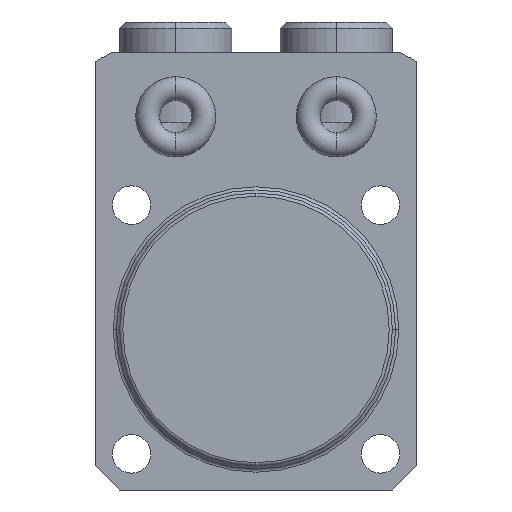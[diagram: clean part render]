
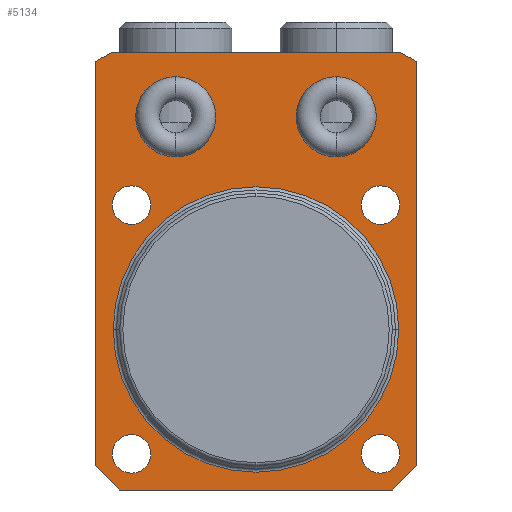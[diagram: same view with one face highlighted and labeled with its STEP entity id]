
A CAD part, front view. The second image highlights one B-rep face of the part: STEP entity #5134.
In plain terms, the highlighted planar face has unit normal (0, -1, 0).
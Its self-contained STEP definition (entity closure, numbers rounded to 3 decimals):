
#1030=CARTESIAN_POINT('',(0.,0.,0.));
#1031=DIRECTION('',(0.,1.,0.));
#1032=DIRECTION('',(1.,0.,0.));
#1033=AXIS2_PLACEMENT_3D('',#1030,#1031,#1032);
#1038=CARTESIAN_POINT('',(0.,0.,0.));
#1039=DIRECTION('',(0.,1.,0.));
#1040=DIRECTION('',(-1.,0.,0.));
#1041=AXIS2_PLACEMENT_3D('',#1038,#1039,#1040);
#1046=DIRECTION('',(0.707,0.,0.707));
#1047=VECTOR('',#1046,4.243);
#1048=CARTESIAN_POINT('',(17.,0.,-20.));
#1049=LINE('',#1048,#1047);
#1053=DIRECTION('',(1.,0.,0.));
#1054=VECTOR('',#1053,34.);
#1055=CARTESIAN_POINT('',(-17.,0.,-20.));
#1056=LINE('',#1055,#1054);
#1060=DIRECTION('',(0.707,0.,-0.707));
#1061=VECTOR('',#1060,4.243);
#1062=CARTESIAN_POINT('',(-20.,0.,-17.));
#1063=LINE('',#1062,#1061);
#1067=DIRECTION('',(0.,0.,-1.));
#1068=VECTOR('',#1067,50.359);
#1069=CARTESIAN_POINT('',(-20.,0.,33.359));
#1070=LINE('',#1069,#1068);
#1074=DIRECTION('',(-1.,0.,0.));
#1075=VECTOR('',#1074,35.921);
#1076=CARTESIAN_POINT('',(17.96,0.,34.5));
#1077=LINE('',#1076,#1075);
#1081=DIRECTION('',(0.,0.,1.));
#1082=VECTOR('',#1081,50.359);
#1083=CARTESIAN_POINT('',(20.,0.,-17.));
#1084=LINE('',#1083,#1082);
#1088=CARTESIAN_POINT('',(15.5,0.,-15.5));
#1089=DIRECTION('',(0.,1.,0.));
#1090=DIRECTION('',(1.,0.,0.));
#1091=AXIS2_PLACEMENT_3D('',#1088,#1089,#1090);
#1096=CARTESIAN_POINT('',(15.5,0.,-15.5));
#1097=DIRECTION('',(0.,1.,0.));
#1098=DIRECTION('',(-1.,0.,0.));
#1099=AXIS2_PLACEMENT_3D('',#1096,#1097,#1098);
#1104=CARTESIAN_POINT('',(-15.5,0.,-15.5));
#1105=DIRECTION('',(0.,1.,0.));
#1106=DIRECTION('',(1.,0.,0.));
#1107=AXIS2_PLACEMENT_3D('',#1104,#1105,#1106);
#1112=CARTESIAN_POINT('',(-15.5,0.,-15.5));
#1113=DIRECTION('',(0.,1.,0.));
#1114=DIRECTION('',(-1.,0.,0.));
#1115=AXIS2_PLACEMENT_3D('',#1112,#1113,#1114);
#1120=CARTESIAN_POINT('',(-15.5,0.,15.5));
#1121=DIRECTION('',(0.,1.,0.));
#1122=DIRECTION('',(1.,0.,0.));
#1123=AXIS2_PLACEMENT_3D('',#1120,#1121,#1122);
#1128=CARTESIAN_POINT('',(-15.5,0.,15.5));
#1129=DIRECTION('',(0.,1.,0.));
#1130=DIRECTION('',(-1.,0.,0.));
#1131=AXIS2_PLACEMENT_3D('',#1128,#1129,#1130);
#1136=CARTESIAN_POINT('',(15.5,0.,15.5));
#1137=DIRECTION('',(0.,1.,0.));
#1138=DIRECTION('',(1.,0.,0.));
#1139=AXIS2_PLACEMENT_3D('',#1136,#1137,#1138);
#1144=CARTESIAN_POINT('',(15.5,0.,15.5));
#1145=DIRECTION('',(0.,1.,0.));
#1146=DIRECTION('',(-1.,0.,0.));
#1147=AXIS2_PLACEMENT_3D('',#1144,#1145,#1146);
#1152=CARTESIAN_POINT('',(10.,0.,26.5));
#1153=DIRECTION('',(0.,-1.,0.));
#1154=DIRECTION('',(-1.,0.,0.));
#1155=AXIS2_PLACEMENT_3D('',#1152,#1153,#1154);
#1160=CARTESIAN_POINT('',(10.,0.,26.5));
#1161=DIRECTION('',(0.,-1.,0.));
#1162=DIRECTION('',(1.,0.,0.));
#1163=AXIS2_PLACEMENT_3D('',#1160,#1161,#1162);
#1168=CARTESIAN_POINT('',(-10.,0.,26.5));
#1169=DIRECTION('',(0.,1.,0.));
#1170=DIRECTION('',(1.,0.,0.));
#1171=AXIS2_PLACEMENT_3D('',#1168,#1169,#1170);
#1176=CARTESIAN_POINT('',(-10.,0.,26.5));
#1177=DIRECTION('',(0.,1.,0.));
#1178=DIRECTION('',(-1.,0.,0.));
#1179=AXIS2_PLACEMENT_3D('',#1176,#1177,#1178);
#1649=CARTESIAN_POINT('',(0.,0.,0.));
#1650=DIRECTION('',(0.,-1.,0.));
#1651=DIRECTION('',(0.514,0.,0.858));
#1652=AXIS2_PLACEMENT_3D('',#1649,#1650,#1651);
#1680=CARTESIAN_POINT('',(0.,0.,0.));
#1681=DIRECTION('',(0.,-1.,0.));
#1682=DIRECTION('',(-0.462,0.,0.887));
#1683=AXIS2_PLACEMENT_3D('',#1680,#1681,#1682);
#4047=CARTESIAN_POINT('',(17.785,0.,0.));
#4048=CARTESIAN_POINT('',(-17.785,0.,0.));
#4049=VERTEX_POINT('',#4047);
#4050=VERTEX_POINT('',#4048);
#4055=CARTESIAN_POINT('',(17.96,0.,34.5));
#4056=CARTESIAN_POINT('',(-17.96,0.,34.5));
#4057=VERTEX_POINT('',#4055);
#4058=VERTEX_POINT('',#4056);
#4070=CARTESIAN_POINT('',(20.,0.,33.359));
#4072=VERTEX_POINT('',#4070);
#4074=CARTESIAN_POINT('',(-20.,0.,33.359));
#4076=VERTEX_POINT('',#4074);
#4077=CARTESIAN_POINT('',(17.,0.,-20.));
#4078=CARTESIAN_POINT('',(20.,0.,-17.));
#4079=VERTEX_POINT('',#4077);
#4080=VERTEX_POINT('',#4078);
#4081=CARTESIAN_POINT('',(-20.,0.,-17.));
#4082=CARTESIAN_POINT('',(-17.,0.,-20.));
#4083=VERTEX_POINT('',#4081);
#4084=VERTEX_POINT('',#4082);
#4085=CARTESIAN_POINT('',(17.9,0.,-15.5));
#4086=CARTESIAN_POINT('',(13.1,0.,-15.5));
#4087=VERTEX_POINT('',#4085);
#4088=VERTEX_POINT('',#4086);
#4089=CARTESIAN_POINT('',(-13.1,0.,-15.5));
#4090=CARTESIAN_POINT('',(-17.9,0.,-15.5));
#4091=VERTEX_POINT('',#4089);
#4092=VERTEX_POINT('',#4090);
#4093=CARTESIAN_POINT('',(-13.1,0.,15.5));
#4094=CARTESIAN_POINT('',(-17.9,0.,15.5));
#4095=VERTEX_POINT('',#4093);
#4096=VERTEX_POINT('',#4094);
#4097=CARTESIAN_POINT('',(17.9,0.,15.5));
#4098=CARTESIAN_POINT('',(13.1,0.,15.5));
#4099=VERTEX_POINT('',#4097);
#4100=VERTEX_POINT('',#4098);
#4237=CARTESIAN_POINT('',(5.,0.,26.5));
#4238=CARTESIAN_POINT('',(15.,0.,26.5));
#4239=VERTEX_POINT('',#4237);
#4240=VERTEX_POINT('',#4238);
#4257=CARTESIAN_POINT('',(-5.,0.,26.5));
#4258=VERTEX_POINT('',#4257);
#4261=CARTESIAN_POINT('',(-15.,0.,26.5));
#4262=VERTEX_POINT('',#4261);
#5072=CARTESIAN_POINT('',(0.,0.,0.));
#5073=DIRECTION('',(0.,-1.,0.));
#5074=DIRECTION('',(-1.,0.,0.));
#5075=AXIS2_PLACEMENT_3D('',#5072,#5073,#5074);
#5076=PLANE('',#5075);
#5078=ORIENTED_EDGE('',*,*,#5077,.F.);
#5080=ORIENTED_EDGE('',*,*,#5079,.F.);
#5082=ORIENTED_EDGE('',*,*,#5081,.F.);
#5083=ORIENTED_EDGE('',*,*,#4881,.F.);
#5085=ORIENTED_EDGE('',*,*,#5084,.F.);
#5087=ORIENTED_EDGE('',*,*,#5086,.F.);
#5089=ORIENTED_EDGE('',*,*,#5088,.F.);
#5091=ORIENTED_EDGE('',*,*,#5090,.F.);
#5092=EDGE_LOOP('',(#5078,#5080,#5082,#5083,#5085,#5087,#5089,#5091));
#5093=FACE_OUTER_BOUND('',#5092,.F.);
#5095=ORIENTED_EDGE('',*,*,#5094,.F.);
#5097=ORIENTED_EDGE('',*,*,#5096,.F.);
#5098=EDGE_LOOP('',(#5095,#5097));
#5099=FACE_BOUND('',#5098,.F.);
#5101=ORIENTED_EDGE('',*,*,#5100,.F.);
#5103=ORIENTED_EDGE('',*,*,#5102,.F.);
#5104=EDGE_LOOP('',(#5101,#5103));
#5105=FACE_BOUND('',#5104,.F.);
#5106=ORIENTED_EDGE('',*,*,#5052,.F.);
#5107=ORIENTED_EDGE('',*,*,#5066,.F.);
#5108=EDGE_LOOP('',(#5106,#5107));
#5109=FACE_BOUND('',#5108,.F.);
#5111=ORIENTED_EDGE('',*,*,#5110,.F.);
#5113=ORIENTED_EDGE('',*,*,#5112,.F.);
#5114=EDGE_LOOP('',(#5111,#5113));
#5115=FACE_BOUND('',#5114,.F.);
#5117=ORIENTED_EDGE('',*,*,#5116,.F.);
#5119=ORIENTED_EDGE('',*,*,#5118,.F.);
#5120=EDGE_LOOP('',(#5117,#5119));
#5121=FACE_BOUND('',#5120,.F.);
#5123=ORIENTED_EDGE('',*,*,#5122,.T.);
#5125=ORIENTED_EDGE('',*,*,#5124,.T.);
#5126=EDGE_LOOP('',(#5123,#5125));
#5127=FACE_BOUND('',#5126,.F.);
#5129=ORIENTED_EDGE('',*,*,#5128,.F.);
#5131=ORIENTED_EDGE('',*,*,#5130,.F.);
#5132=EDGE_LOOP('',(#5129,#5131));
#5133=FACE_BOUND('',#5132,.F.);
#5134=ADVANCED_FACE('',(#5093,#5099,#5105,#5109,#5115,#5121,#5127,#5133),#5076,
.T.);
#1034=CIRCLE('',#1033,17.785);
#1042=CIRCLE('',#1041,17.785);
#1092=CIRCLE('',#1091,2.4);
#1100=CIRCLE('',#1099,2.4);
#1108=CIRCLE('',#1107,2.4);
#1116=CIRCLE('',#1115,2.4);
#1124=CIRCLE('',#1123,2.4);
#1132=CIRCLE('',#1131,2.4);
#1140=CIRCLE('',#1139,2.4);
#1148=CIRCLE('',#1147,2.4);
#1156=CIRCLE('',#1155,5.);
#1164=CIRCLE('',#1163,5.);
#1172=CIRCLE('',#1171,5.);
#1180=CIRCLE('',#1179,5.);
#1653=CIRCLE('',#1652,38.895);
#1684=CIRCLE('',#1683,38.895);
#4881=EDGE_CURVE('',#4076,#4083,#1070,.T.);
#5052=EDGE_CURVE('',#4091,#4092,#1108,.T.);
#5066=EDGE_CURVE('',#4092,#4091,#1116,.T.);
#5077=EDGE_CURVE('',#4079,#4080,#1049,.T.);
#5079=EDGE_CURVE('',#4084,#4079,#1056,.T.);
#5081=EDGE_CURVE('',#4083,#4084,#1063,.T.);
#5084=EDGE_CURVE('',#4058,#4076,#1684,.T.);
#5086=EDGE_CURVE('',#4057,#4058,#1077,.T.);
#5088=EDGE_CURVE('',#4072,#4057,#1653,.T.);
#5090=EDGE_CURVE('',#4080,#4072,#1084,.T.);
#5094=EDGE_CURVE('',#4049,#4050,#1034,.T.);
#5096=EDGE_CURVE('',#4050,#4049,#1042,.T.);
#5100=EDGE_CURVE('',#4087,#4088,#1092,.T.);
#5102=EDGE_CURVE('',#4088,#4087,#1100,.T.);
#5110=EDGE_CURVE('',#4095,#4096,#1124,.T.);
#5112=EDGE_CURVE('',#4096,#4095,#1132,.T.);
#5116=EDGE_CURVE('',#4099,#4100,#1140,.T.);
#5118=EDGE_CURVE('',#4100,#4099,#1148,.T.);
#5122=EDGE_CURVE('',#4239,#4240,#1156,.T.);
#5124=EDGE_CURVE('',#4240,#4239,#1164,.T.);
#5128=EDGE_CURVE('',#4258,#4262,#1172,.T.);
#5130=EDGE_CURVE('',#4262,#4258,#1180,.T.);
